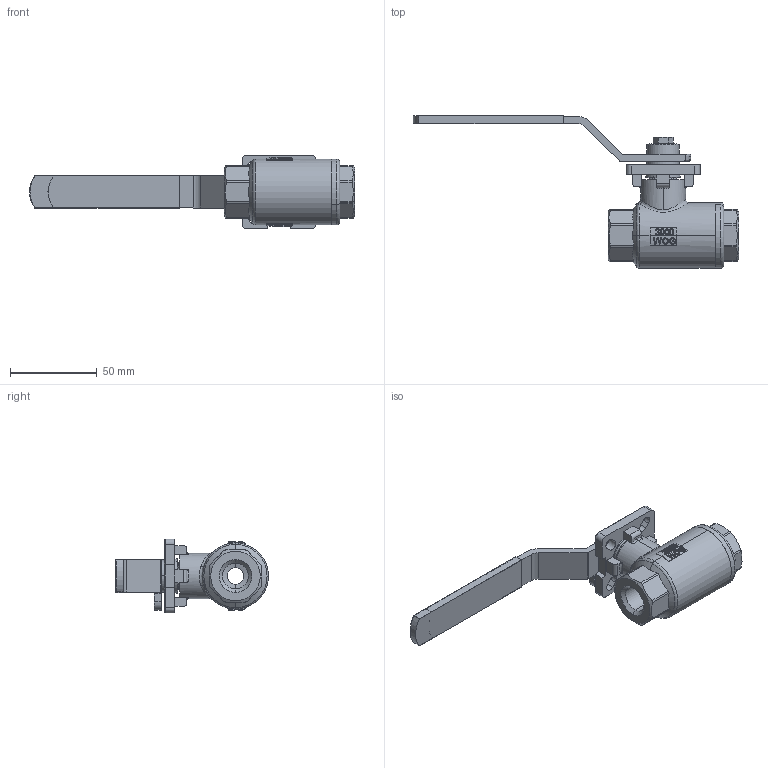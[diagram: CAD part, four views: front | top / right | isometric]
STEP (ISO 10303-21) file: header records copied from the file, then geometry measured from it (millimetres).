
FILE_DESCRIPTION(/* description */ ('Unknown'),/* implementation_level */ '2;1');
FILE_NAME(/* name */ '9765-03',/* time_stamp */ '2025-10-10T08:08:55+02:00',/* author */ ('Unknown'),/* organization */ ('Unknown'),/* preprocessor_version */ 'ST-DEVELOPER v20',/* originating_system */ 'Solid Edge',/* authorisation */ 'Unknown');
FILE_SCHEMA (('AUTOMOTIVE_DESIGN {1 0 10303 214 3 1 1}'));
Length unit declared in the file: millimetre
Products named in the file (10): 9765-03; MV-29-DN15 DD; MV-29-DN15 Handle; MV-29 DN10 cap; MV-29-DN15 Handle Cover; MV-29 DN10 BODY 111; MV-29-000 DN10.SLDASM_GB_FASTENER_BOLT_HHBFTC M6X12-C; NUT M12_GB_FASTENER_NUT_SSFNTT M14X1.0-N; MV-29-DN10 Packing Ring; MV-29-DN10 Stem
Assembly tree (10 placements, depth 2):
  9765-03
    MV-29-DN15 DD  x2
    MV-29-DN15 Handle
    MV-29 DN10 cap
    MV-29-DN15 Handle Cover
    MV-29 DN10 BODY 111
    MV-29-000 DN10.SLDASM_GB_FASTENER_BOLT_HHBFTC M6X12-C
    NUT M12_GB_FASTENER_NUT_SSFNTT M14X1.0-N
    MV-29-DN10 Packing Ring
    MV-29-DN10 Stem
Bounding box: 187.29 x 88.1 x 42.6 mm (x, y, z)
Volume: 87802.7 mm3; surface area: 46996.3 mm2
Topology: 10 solids, 10 shells, 770 faces, 1960 edges, 1249 vertices
Faces by surface type: plane 334, cylinder 182, bspline 139, cone 94, torus 21
Entity records: 53612 total; most frequent: CARTESIAN_POINT 36172, ORIENTED_EDGE 3884, DIRECTION 3029, EDGE_CURVE 1942, VERTEX_POINT 1241, AXIS2_PLACEMENT_3D 1072, LINE 885, VECTOR 885
